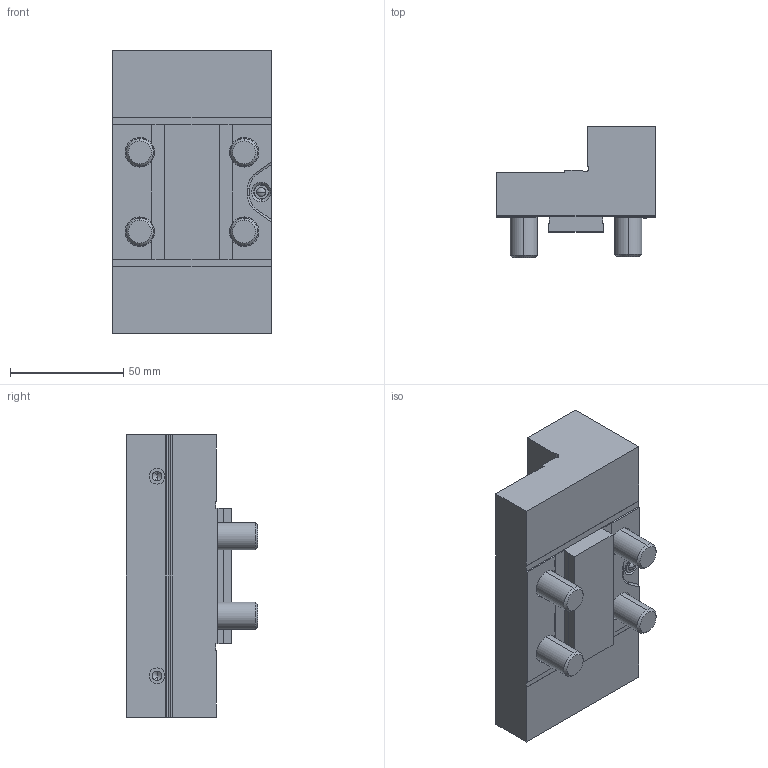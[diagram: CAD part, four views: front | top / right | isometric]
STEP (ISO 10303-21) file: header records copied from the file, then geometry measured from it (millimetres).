
FILE_DESCRIPTION (( 'STEP AP214' ), '1' );
FILE_NAME ('6921484002731.STEP', '2016-01-19T08:32:11', ( '' ), ( '' ), 'SwSTEP 2.0', 'SolidWorks 2015', '' );
FILE_SCHEMA (( 'AUTOMOTIVE_DESIGN' ));
Length unit declared in the file: millimetre
Products named in the file (4): 6921484002740; 6921484002731; 8006101245050_<standard>; 8006101225050_<standard>
Assembly tree (5 placements, depth 2):
  6921484002731
    6921484002740
    8006101225050_<standard>  x2
    8006101245050_<standard>  x2
Bounding box: 70 x 57.8 x 124.4 mm (x, y, z)
Volume: 253982.2 mm3; surface area: 49891.9 mm2
Topology: 6 solids, 6 shells, 227 faces, 538 edges, 323 vertices
Faces by surface type: plane 108, cylinder 61, cone 38, torus 18, sphere 2
Entity records: 5303 total; most frequent: DIRECTION 928, CARTESIAN_POINT 850, ORIENTED_EDGE 812, EDGE_CURVE 406, AXIS2_PLACEMENT_3D 343, VERTEX_POINT 257, LINE 242, VECTOR 242
